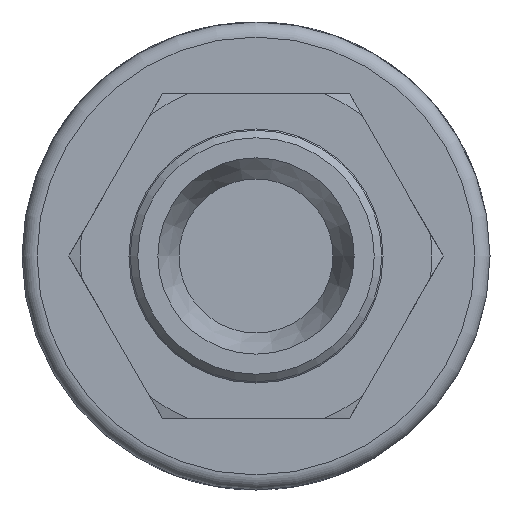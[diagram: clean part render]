
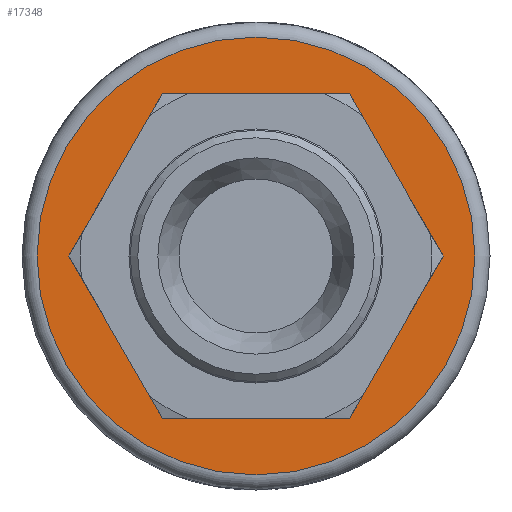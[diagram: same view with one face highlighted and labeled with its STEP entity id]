
A CAD part, left-side view. The second image highlights one B-rep face of the part: STEP entity #17348.
In plain terms, the highlighted planar face has unit normal (-1, 0, 0).
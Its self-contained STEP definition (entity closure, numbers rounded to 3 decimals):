
#146=FACE_BOUND($,#5160,.T.);
#147=FACE_BOUND($,#5161,.T.);
#201=CIRCLE($,#17479,10.5);
#423=CIRCLE($,#18133,14.5);
#3283=PLANE($,#18134);
#5160=EDGE_LOOP($,(#15256));
#5161=EDGE_LOOP($,(#15257));
#6539=VERTEX_POINT($,#28578);
#7981=VERTEX_POINT($,#121437);
#8263=EDGE_CURVE($,#6539,#6539,#201,.T.);
#10421=EDGE_CURVE($,#7981,#7981,#423,.T.);
#15256=ORIENTED_EDGE($,*,*,#8263,.F.);
#15257=ORIENTED_EDGE($,*,*,#10421,.T.);
#17348=ADVANCED_FACE($,(#146,#147),#3283,.T.);
#17479=AXIS2_PLACEMENT_3D($,#28579,#18412,#18413);
#18133=AXIS2_PLACEMENT_3D($,#121438,#20638,#20639);
#18134=AXIS2_PLACEMENT_3D($,#121439,#20640,#20641);
#18412=DIRECTION('center_axis',(-1.,0.,0.));
#18413=DIRECTION('ref_axis',(0.,1.,0.));
#20638=DIRECTION('center_axis',(-1.,0.,0.));
#20639=DIRECTION('ref_axis',(0.,0.,1.));
#20640=DIRECTION('center_axis',(-1.,0.,0.));
#20641=DIRECTION('ref_axis',(0.,0.,1.));
#28578=CARTESIAN_POINT('',(-16.1,-10.5,0.));
#28579=CARTESIAN_POINT('Origin',(-16.1,0.,0.));
#121437=CARTESIAN_POINT('',(-16.1,0.,14.5));
#121438=CARTESIAN_POINT('Origin',(-16.1,0.,0.));
#121439=CARTESIAN_POINT('Origin',(-16.1,0.,11.05));
